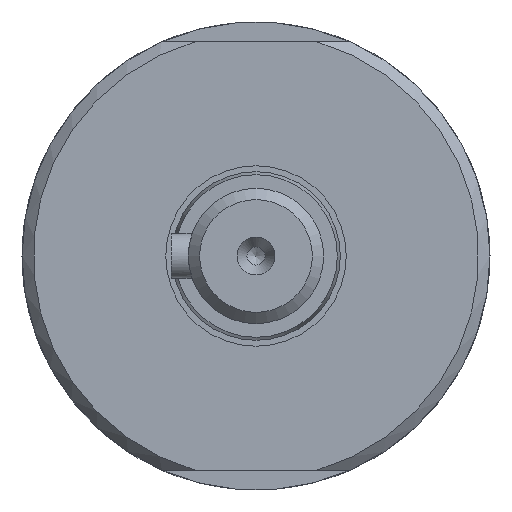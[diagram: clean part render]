
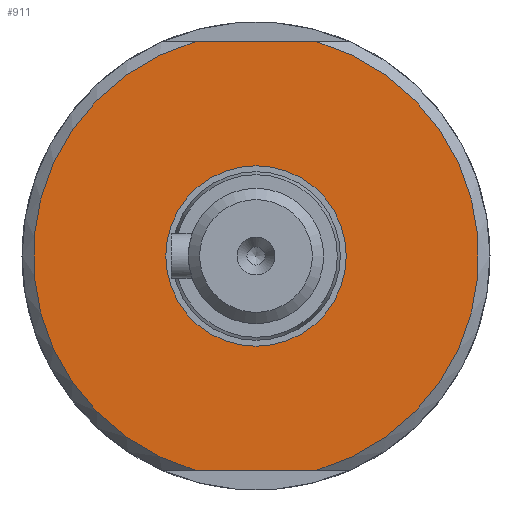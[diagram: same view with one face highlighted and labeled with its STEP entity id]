
A CAD part, left-side view. The second image highlights one B-rep face of the part: STEP entity #911.
In plain terms, the highlighted planar face has unit normal (-1, 0, 0).
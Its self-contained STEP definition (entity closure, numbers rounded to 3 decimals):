
#643=CARTESIAN_POINT('',(-85.,-5.391,-19.0));
#644=VERTEX_POINT('',#643);
#660=CARTESIAN_POINT('',(-85.,5.391,-19.));
#661=VERTEX_POINT('',#660);
#662=CARTESIAN_POINT('',(-85.,5.391,-19.));
#663=DIRECTION('',(0.0,-1.0,0.0));
#664=VECTOR('',#663,10.782);
#665=LINE('',#662,#664);
#666=EDGE_CURVE('',#661,#644,#665,.T.);
#731=CARTESIAN_POINT('',(-85.,-5.391,19.0));
#732=VERTEX_POINT('',#731);
#770=CARTESIAN_POINT('',(-85.,5.391,19.));
#771=VERTEX_POINT('',#770);
#785=CARTESIAN_POINT('',(-85.,-5.391,19.0));
#786=DIRECTION('',(0.0,1.0,0.0));
#787=VECTOR('',#786,10.782);
#788=LINE('',#785,#787);
#789=EDGE_CURVE('',#732,#771,#788,.T.);
#816=CARTESIAN_POINT('',(-85.,0.,0.));
#817=DIRECTION('',(1.0,0.0,0.0));
#818=DIRECTION('',(0.0,1.0,0.0));
#819=AXIS2_PLACEMENT_3D('',#816,#817,#818);
#820=CIRCLE('',#819,19.75);
#821=EDGE_CURVE('',#661,#771,#820,.T.);
#867=CARTESIAN_POINT('',(-85.,0.,0.));
#868=DIRECTION('',(1.0,0.0,0.0));
#869=DIRECTION('',(0.0,1.0,0.0));
#870=AXIS2_PLACEMENT_3D('',#867,#868,#869);
#871=CIRCLE('',#870,19.75);
#872=EDGE_CURVE('',#732,#644,#871,.T.);
#885=CARTESIAN_POINT('',(-85.,8.,0.));
#886=VERTEX_POINT('',#885);
#887=CARTESIAN_POINT('',(-85.,0.,0.));
#888=DIRECTION('',(1.0,0.0,0.0));
#889=DIRECTION('',(0.0,1.0,0.0));
#890=AXIS2_PLACEMENT_3D('',#887,#888,#889);
#891=CIRCLE('',#890,8.0);
#892=EDGE_CURVE('',#886,#886,#891,.T.);
#897=CARTESIAN_POINT('',(-85.,13.875,0.));
#898=DIRECTION('',(-1.0,0.0,0.0));
#899=DIRECTION('',(0.0,0.0,1.0));
#900=AXIS2_PLACEMENT_3D('',#897,#898,#899);
#901=PLANE('',#900);
#902=ORIENTED_EDGE('',*,*,#666,.T.);
#903=ORIENTED_EDGE('',*,*,#872,.F.);
#904=ORIENTED_EDGE('',*,*,#789,.T.);
#905=ORIENTED_EDGE('',*,*,#821,.F.);
#906=EDGE_LOOP('',(#902,#903,#904,#905));
#907=FACE_OUTER_BOUND('',#906,.T.);
#908=ORIENTED_EDGE('',*,*,#892,.T.);
#909=EDGE_LOOP('',(#908));
#910=FACE_BOUND('',#909,.T.);
#911=ADVANCED_FACE('',(#907,#910),#901,.T.);
